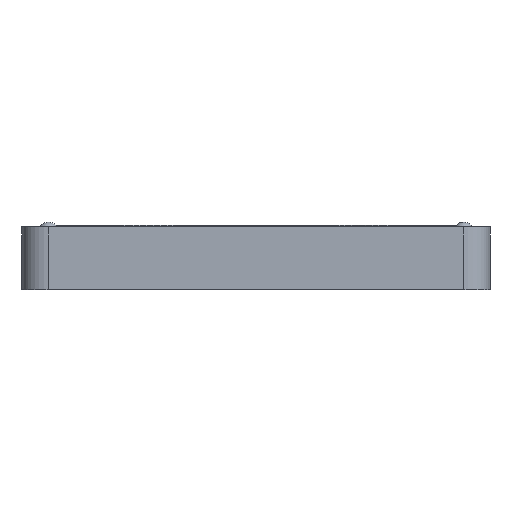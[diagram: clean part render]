
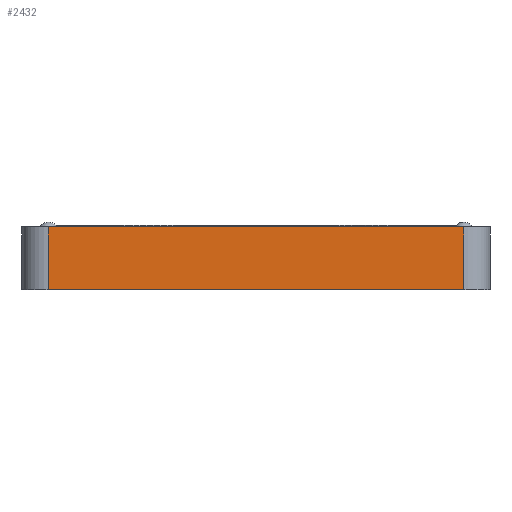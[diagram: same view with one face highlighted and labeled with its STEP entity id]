
A CAD part, front view. The second image highlights one B-rep face of the part: STEP entity #2432.
In plain terms, the highlighted planar face has unit normal (0, -1, 0).
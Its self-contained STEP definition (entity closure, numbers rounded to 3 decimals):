
#48=PLANE('',#2605);
#128=LINE('',#3690,#358);
#145=LINE('',#3752,#375);
#149=LINE('',#3769,#379);
#150=LINE('',#3771,#380);
#358=VECTOR('',#2903,10.);
#375=VECTOR('',#2962,10.);
#379=VECTOR('',#2984,10.);
#380=VECTOR('',#2987,10.);
#649=FACE_OUTER_BOUND('',#786,.T.);
#786=EDGE_LOOP('',(#1799,#1800,#1801,#1802));
#1092=VERTEX_POINT('',#3687);
#1093=VERTEX_POINT('',#3689);
#1116=VERTEX_POINT('',#3749);
#1117=VERTEX_POINT('',#3751);
#1346=EDGE_CURVE('',#1092,#1093,#128,.F.);
#1377=EDGE_CURVE('',#1116,#1117,#145,.T.);
#1386=EDGE_CURVE('',#1117,#1092,#149,.T.);
#1387=EDGE_CURVE('',#1093,#1116,#150,.T.);
#1799=ORIENTED_EDGE('',*,*,#1386,.F.);
#1800=ORIENTED_EDGE('',*,*,#1377,.F.);
#1801=ORIENTED_EDGE('',*,*,#1387,.F.);
#1802=ORIENTED_EDGE('',*,*,#1346,.F.);
#2432=ADVANCED_FACE('',(#649),#48,.F.);
#2605=AXIS2_PLACEMENT_3D('',#3770,#2985,#2986);
#2903=DIRECTION('',(-1.,0.,0.));
#2962=DIRECTION('',(-1.,0.,0.));
#2984=DIRECTION('',(0.,0.,1.));
#2985=DIRECTION('center_axis',(0.,1.,0.));
#2986=DIRECTION('ref_axis',(0.,0.,1.));
#2987=DIRECTION('',(0.,0.,-1.));
#3687=CARTESIAN_POINT('',(-19.8,-28.3,12.15));
#3689=CARTESIAN_POINT('',(19.8,-28.3,12.15));
#3690=CARTESIAN_POINT('',(0.,-28.3,12.15));
#3749=CARTESIAN_POINT('',(19.8,-28.3,6.15));
#3751=CARTESIAN_POINT('',(-19.8,-28.3,6.15));
#3752=CARTESIAN_POINT('',(0.,-28.3,6.15));
#3769=CARTESIAN_POINT('',(-19.8,-28.3,10.5));
#3770=CARTESIAN_POINT('Origin',(0.,-28.3,10.5));
#3771=CARTESIAN_POINT('',(19.8,-28.3,10.5));
